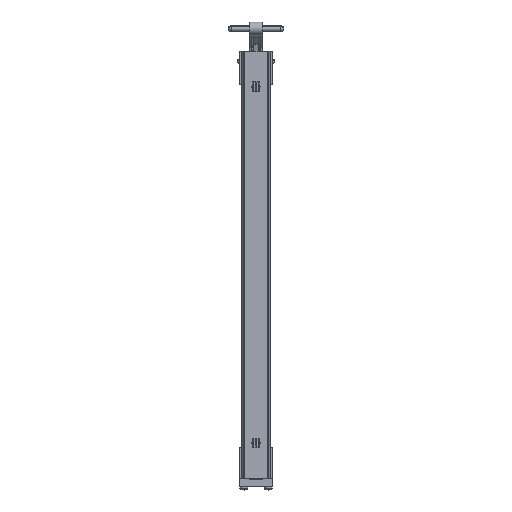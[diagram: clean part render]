
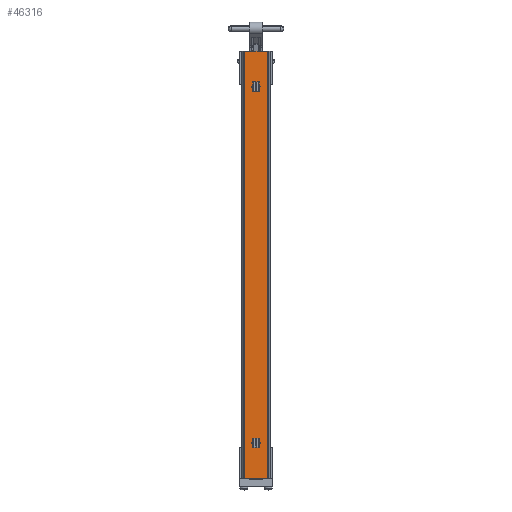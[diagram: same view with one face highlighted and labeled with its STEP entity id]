
A CAD part, front view. The second image highlights one B-rep face of the part: STEP entity #46316.
In plain terms, the highlighted planar face has unit normal (0, -1, 0).
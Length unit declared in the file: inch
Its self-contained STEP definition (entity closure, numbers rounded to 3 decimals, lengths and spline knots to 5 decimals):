
#37 = VERTEX_POINT ( 'NONE', #41607 ) ;
#414 = EDGE_LOOP ( 'NONE', ( #17412, #14220, #36148, #14073 ) ) ;
#1628 = CARTESIAN_POINT ( 'NONE',  ( -0.62546, 0., 12. ) ) ;
#1817 = CARTESIAN_POINT ( 'NONE',  ( 0.62546, 0., -12. ) ) ;
#3904 = FACE_OUTER_BOUND ( 'NONE', #414, .T. ) ;
#4354 = AXIS2_PLACEMENT_3D ( 'NONE', #41541, #19212, #23068 ) ;
#4958 = EDGE_CURVE ( 'NONE', #47536, #36328, #36449, .T. ) ;
#5682 = EDGE_CURVE ( 'NONE', #15640, #23928, #35804, .T. ) ;
#5987 = ORIENTED_EDGE ( 'NONE', *, *, #19518, .T. ) ;
#6117 = EDGE_CURVE ( 'NONE', #23928, #15640, #30510, .T. ) ;
#6975 = DIRECTION ( 'NONE',  ( 0., 1., 0. ) ) ;
#7610 = VERTEX_POINT ( 'NONE', #14471 ) ;
#8372 = ORIENTED_EDGE ( 'NONE', *, *, #6117, .T. ) ;
#8902 = EDGE_CURVE ( 'NONE', #37, #7610, #46063, .T. ) ;
#10014 = AXIS2_PLACEMENT_3D ( 'NONE', #14364, #40302, #18096 ) ;
#11930 = CARTESIAN_POINT ( 'NONE',  ( -0.15625, 0., -10. ) ) ;
#13716 = VERTEX_POINT ( 'NONE', #42067 ) ;
#13773 = CARTESIAN_POINT ( 'NONE',  ( -0.62546, 0., -12. ) ) ;
#14073 = ORIENTED_EDGE ( 'NONE', *, *, #20968, .T. ) ;
#14220 = ORIENTED_EDGE ( 'NONE', *, *, #17602, .F. ) ;
#14364 = CARTESIAN_POINT ( 'NONE',  ( 0., 0., 10. ) ) ;
#14471 = CARTESIAN_POINT ( 'NONE',  ( 0.62546, 0., 12. ) ) ;
#15223 = CARTESIAN_POINT ( 'NONE',  ( 0., 0., 10. ) ) ;
#15640 = VERTEX_POINT ( 'NONE', #34667 ) ;
#15734 = DIRECTION ( 'NONE',  ( 0., 1., 0. ) ) ;
#16051 = LINE ( 'NONE', #31746, #44406 ) ;
#16141 = FACE_BOUND ( 'NONE', #16392, .T. ) ;
#16392 = EDGE_LOOP ( 'NONE', ( #46750, #5987 ) ) ;
#16586 = DIRECTION ( 'NONE',  ( 1., 0., 0. ) ) ;
#17074 = LINE ( 'NONE', #13773, #35653 ) ;
#17412 = ORIENTED_EDGE ( 'NONE', *, *, #8902, .F. ) ;
#17499 = DIRECTION ( 'NONE',  ( 0., 0., 1. ) ) ;
#17602 = EDGE_CURVE ( 'NONE', #27294, #37, #17074, .T. ) ;
#18096 = DIRECTION ( 'NONE',  ( -1., 0., 0. ) ) ;
#18942 = DIRECTION ( 'NONE',  ( -1., 0., 0. ) ) ;
#19212 = DIRECTION ( 'NONE',  ( 0., -1., 0. ) ) ;
#19518 = EDGE_CURVE ( 'NONE', #36328, #47536, #26198, .T. ) ;
#20968 = EDGE_CURVE ( 'NONE', #13716, #7610, #44006, .T. ) ;
#22961 = EDGE_CURVE ( 'NONE', #27294, #13716, #16051, .T. ) ;
#23068 = DIRECTION ( 'NONE',  ( 1., 0., 0. ) ) ;
#23928 = VERTEX_POINT ( 'NONE', #39276 ) ;
#26198 = CIRCLE ( 'NONE', #33437, 0.15625 ) ;
#26281 = CARTESIAN_POINT ( 'NONE',  ( -0.62546, 0., -12. ) ) ;
#27294 = VERTEX_POINT ( 'NONE', #26281 ) ;
#28725 = VECTOR ( 'NONE', #16586, 39.37008 ) ;
#29241 = CARTESIAN_POINT ( 'NONE',  ( 0., 0., -10. ) ) ;
#29278 = AXIS2_PLACEMENT_3D ( 'NONE', #15223, #41134, #18942 ) ;
#30510 = CIRCLE ( 'NONE', #10014, 0.15625 ) ;
#31746 = CARTESIAN_POINT ( 'NONE',  ( -0.62546, 0., -12. ) ) ;
#32617 = ORIENTED_EDGE ( 'NONE', *, *, #5682, .T. ) ;
#32945 = DIRECTION ( 'NONE',  ( -1., 0., 0. ) ) ;
#33437 = AXIS2_PLACEMENT_3D ( 'NONE', #37929, #15734, #41637 ) ;
#33528 = FACE_BOUND ( 'NONE', #40330, .T. ) ;
#34168 = VECTOR ( 'NONE', #46401, 39.37008 ) ;
#34667 = CARTESIAN_POINT ( 'NONE',  ( 0.15625, 0., 10. ) ) ;
#35653 = VECTOR ( 'NONE', #17499, 39.37008 ) ;
#35804 = CIRCLE ( 'NONE', #29278, 0.15625 ) ;
#36148 = ORIENTED_EDGE ( 'NONE', *, *, #22961, .T. ) ;
#36328 = VERTEX_POINT ( 'NONE', #46357 ) ;
#36449 = CIRCLE ( 'NONE', #44386, 0.15625 ) ;
#37929 = CARTESIAN_POINT ( 'NONE',  ( 0., 0., -10. ) ) ;
#39276 = CARTESIAN_POINT ( 'NONE',  ( -0.15625, 0., 10. ) ) ;
#40302 = DIRECTION ( 'NONE',  ( 0., 1., 0. ) ) ;
#40330 = EDGE_LOOP ( 'NONE', ( #8372, #32617 ) ) ;
#41134 = DIRECTION ( 'NONE',  ( 0., 1., 0. ) ) ;
#41541 = CARTESIAN_POINT ( 'NONE',  ( -0.62546, 0., -12. ) ) ;
#41607 = CARTESIAN_POINT ( 'NONE',  ( -0.62546, 0., 12. ) ) ;
#41637 = DIRECTION ( 'NONE',  ( -1., 0., 0. ) ) ;
#42067 = CARTESIAN_POINT ( 'NONE',  ( 0.62546, 0., -12. ) ) ;
#42893 = DIRECTION ( 'NONE',  ( 1., 0., 0. ) ) ;
#44006 = LINE ( 'NONE', #1817, #34168 ) ;
#44386 = AXIS2_PLACEMENT_3D ( 'NONE', #29241, #6975, #32945 ) ;
#44406 = VECTOR ( 'NONE', #42893, 39.37008 ) ;
#45227 = PLANE ( 'NONE',  #4354 ) ;
#46063 = LINE ( 'NONE', #1628, #28725 ) ;
#46316 = ADVANCED_FACE ( 'NONE', ( #33528, #16141, #3904 ), #45227, .T. ) ;
#46357 = CARTESIAN_POINT ( 'NONE',  ( 0.15625, 0., -10. ) ) ;
#46401 = DIRECTION ( 'NONE',  ( 0., 0., 1. ) ) ;
#46750 = ORIENTED_EDGE ( 'NONE', *, *, #4958, .T. ) ;
#47536 = VERTEX_POINT ( 'NONE', #11930 ) ;
